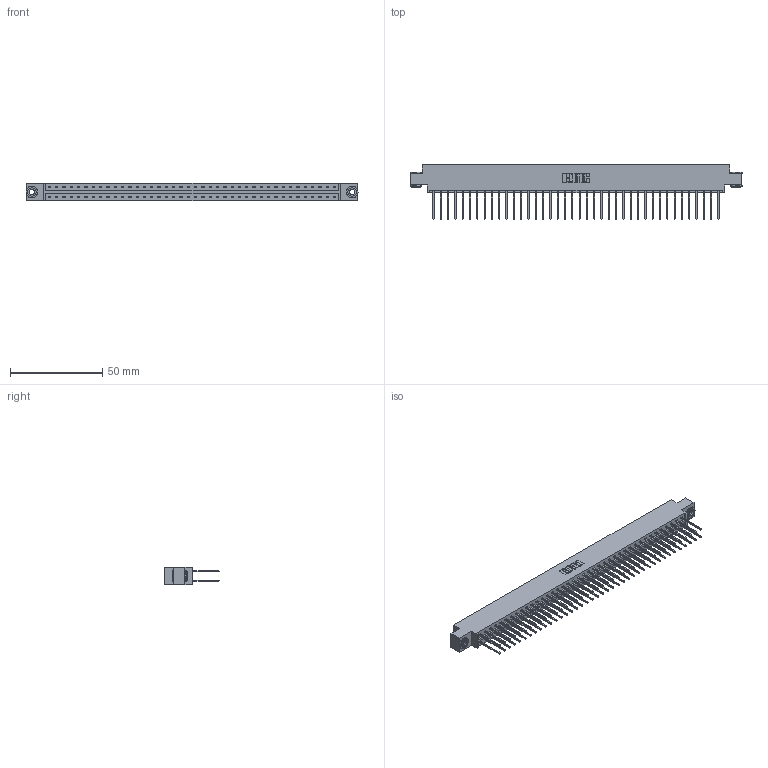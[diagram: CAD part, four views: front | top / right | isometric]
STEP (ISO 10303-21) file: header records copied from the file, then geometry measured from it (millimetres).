
FILE_DESCRIPTION (( 'STEP AP203' ), '1' );
FILE_NAME ('333-080-540-803.STEP', '2018-08-05T01:36:07', ( '' ), ( '' ), 'SwSTEP 2.0', 'SolidWorks 2016', '' );
FILE_SCHEMA (( 'CONFIG_CONTROL_DESIGN' ));
Length unit declared in the file: inch
Products named in the file (4): 333-080-540-803; 333 Part_Offset - .156 Dia - TH; 345-292-001_345-293-140; 345-250-002_345-250-002-102
Assembly tree (83 placements, depth 2):
  333-080-540-803
    333 Part_Offset - .156 Dia - TH
    345-292-001_345-293-140  x80
    345-250-002_345-250-002-102  x2
Bounding box: 180.04 x 29.47 x 9.4 mm (x, y, z)
Volume: 18456.7 mm3; surface area: 23729.5 mm2
Topology: 83 solids, 83 shells, 4316 faces, 12799 edges, 8422 vertices
Faces by surface type: plane 2964, cylinder 1344, cone 8
Entity records: 26792 total; most frequent: CARTESIAN_POINT 4421, ORIENTED_EDGE 4350, DIRECTION 3813, EDGE_CURVE 2175, VECTOR 2023, LINE 2023, VERTEX_POINT 1446, AXIS2_PLACEMENT_3D 895
